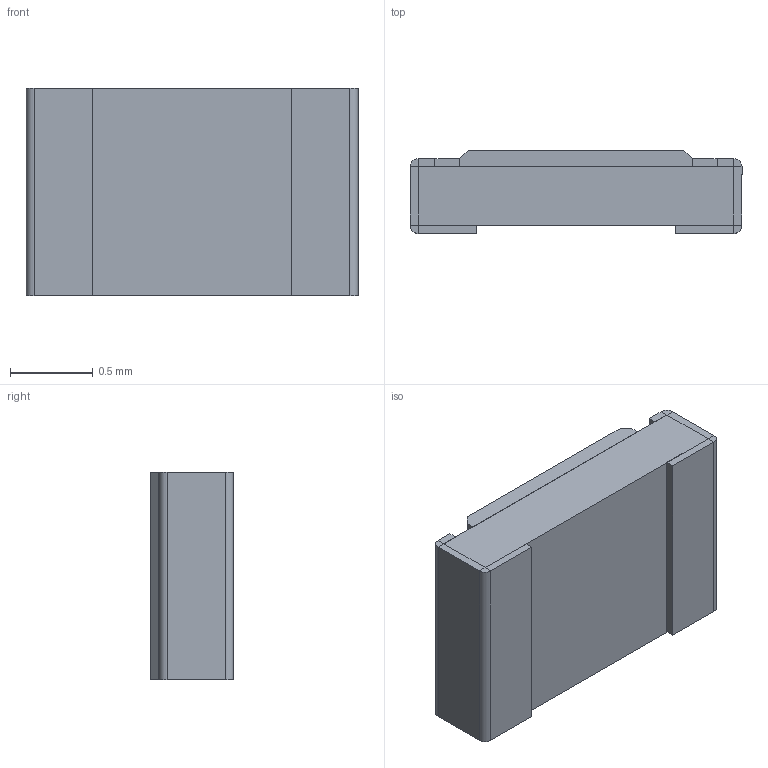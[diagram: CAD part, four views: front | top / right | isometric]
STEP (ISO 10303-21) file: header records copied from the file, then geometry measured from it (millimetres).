
FILE_DESCRIPTION (( 'STEP AP214' ), '1' );
FILE_NAME ('CR0805-1200.STEP', '2023-10-11T06:55:40', ( '' ), ( '' ), 'SwSTEP 2.0', 'SolidWorks 2023', '' );
FILE_SCHEMA (( 'AUTOMOTIVE_DESIGN' ));
Length unit declared in the file: millimetre
Products named in the file (1): CR0805-1200
Bounding box: 2 x 0.5 x 1.25 mm (x, y, z)
Volume: 1.1 mm3; surface area: 16.5 mm2
Topology: 4 solids, 4 shells, 104 faces, 238 edges, 148 vertices
Faces by surface type: plane 73, bspline 27, cylinder 4
Entity records: 5642 total; most frequent: CARTESIAN_POINT 2294, ORIENTED_EDGE 476, DIRECTION 348, EDGE_CURVE 238, VECTOR 176, LINE 176, VERTEX_POINT 148, EDGE_LOOP 110
